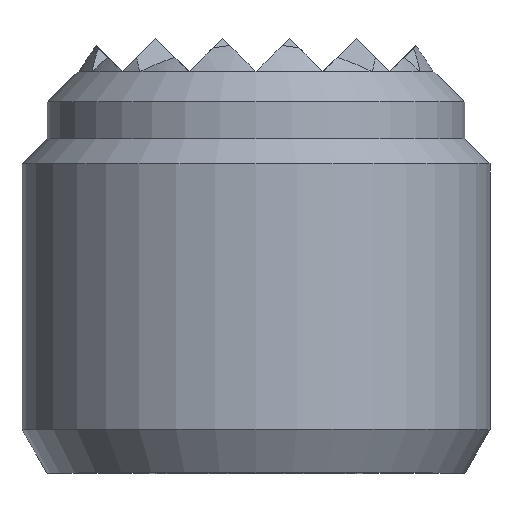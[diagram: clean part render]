
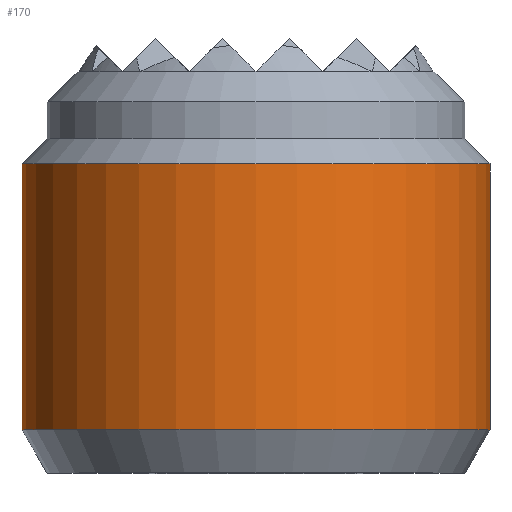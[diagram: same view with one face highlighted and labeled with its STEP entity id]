
A CAD part, top view. The second image highlights one B-rep face of the part: STEP entity #170.
In plain terms, the highlighted cylindrical face has radius 7 mm (diameter 14 mm), a partial arc.
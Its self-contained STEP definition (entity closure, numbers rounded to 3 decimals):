
#170=ADVANCED_FACE('',(#462),#463,.T.);
#462=FACE_OUTER_BOUND('',#884,.T.);
#463=CYLINDRICAL_SURFACE('',#885,7.0);
#884=EDGE_LOOP('',(#1299,#1300,#1301,#1302));
#885=AXIS2_PLACEMENT_3D('',#1303,#1304,#1305);
#1299=ORIENTED_EDGE('',*,*,#2336,.F.);
#1300=ORIENTED_EDGE('',*,*,#2337,.T.);
#1301=ORIENTED_EDGE('',*,*,#2338,.F.);
#1302=ORIENTED_EDGE('',*,*,#2332,.F.);
#1303=CARTESIAN_POINT('',(0.0,5.275,0.0));
#1304=DIRECTION('',(0.0,-1.0,0.0));
#1305=DIRECTION('',(1.0,0.0,0.0));
#2332=EDGE_CURVE('',#2716,#2719,#2720,.T.);
#2336=EDGE_CURVE('',#2725,#2716,#2726,.T.);
#2337=EDGE_CURVE('',#2725,#2727,#2728,.T.);
#2338=EDGE_CURVE('',#2719,#2727,#2729,.T.);
#2716=VERTEX_POINT('',#3222);
#2719=VERTEX_POINT('',#3226);
#2720=CIRCLE('',#3227,7.0);
#2725=VERTEX_POINT('',#3233);
#2726=LINE('',#3234,#3235);
#2727=VERTEX_POINT('',#3236);
#2728=CIRCLE('',#3237,7.0);
#2729=LINE('',#3238,#3239);
#3222=CARTESIAN_POINT('',(7.0,1.299,0.0));
#3226=CARTESIAN_POINT('',(-7.0,1.299,0.));
#3227=AXIS2_PLACEMENT_3D('',#3894,#3895,#3896);
#3233=CARTESIAN_POINT('',(7.0,9.25,0.0));
#3234=CARTESIAN_POINT('',(7.0,5.275,0.));
#3235=VECTOR('',#3901,1.0);
#3236=CARTESIAN_POINT('',(-7.0,9.25,0.));
#3237=AXIS2_PLACEMENT_3D('',#3902,#3903,#3904);
#3238=CARTESIAN_POINT('',(-7.0,5.275,0.));
#3239=VECTOR('',#3905,1.0);
#3894=CARTESIAN_POINT('',(0.0,1.299,0.0));
#3895=DIRECTION('',(0.0,-1.0,0.0));
#3896=DIRECTION('',(1.0,0.0,0.0));
#3901=DIRECTION('',(0.0,-1.0,-0.0));
#3902=CARTESIAN_POINT('',(0.0,9.25,0.0));
#3903=DIRECTION('',(0.0,-1.0,0.0));
#3904=DIRECTION('',(1.0,0.0,0.0));
#3905=DIRECTION('',(0.0,1.0,-0.0));
